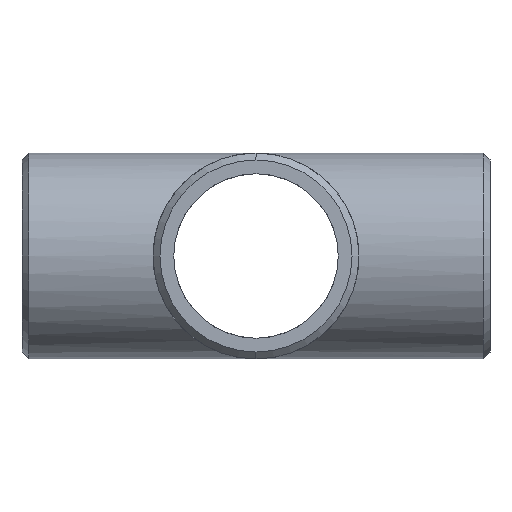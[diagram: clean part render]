
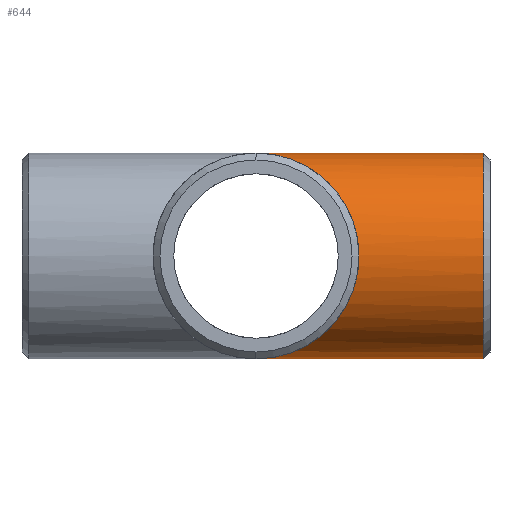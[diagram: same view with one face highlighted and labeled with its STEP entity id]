
A CAD part, left-side view. The second image highlights one B-rep face of the part: STEP entity #644.
In plain terms, the highlighted cylindrical face has radius 16.764 mm (diameter 33.528 mm), a partial arc.
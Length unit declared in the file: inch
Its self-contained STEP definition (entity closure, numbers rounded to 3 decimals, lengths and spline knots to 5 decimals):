
#16 = FACE_OUTER_BOUND ( 'NONE', #612, .T. ) ;
#21 = LINE ( 'NONE', #712, #120 ) ;
#45 = ORIENTED_EDGE ( 'NONE', *, *, #198, .F. ) ;
#100 = ORIENTED_EDGE ( 'NONE', *, *, #757, .F. ) ;
#118 = CYLINDRICAL_SURFACE ( 'NONE', #453, 0.66 ) ;
#120 = VECTOR ( 'NONE', #265, 39.37008 ) ;
#127 = VERTEX_POINT ( 'NONE', #354 ) ;
#128 = CARTESIAN_POINT ( 'NONE',  ( 0., -1.45567, 0. ) ) ;
#132 =( BOUNDED_CURVE ( )  B_SPLINE_CURVE ( 3, ( #269, #765, #279, #456 ),
 .UNSPECIFIED., .F., .T. ) 
 B_SPLINE_CURVE_WITH_KNOTS ( ( 4, 4 ),
 ( 4.71239, 7.85398 ),
 .UNSPECIFIED. ) 
 CURVE ( )  GEOMETRIC_REPRESENTATION_ITEM ( )  RATIONAL_B_SPLINE_CURVE ( ( 1., 0.333, 0.333, 1. ) ) 
 REPRESENTATION_ITEM ( '' )  );
#166 = EDGE_CURVE ( 'NONE', #313, #127, #632, .T. ) ;
#184 = LINE ( 'NONE', #692, #304 ) ;
#198 = EDGE_CURVE ( 'NONE', #313, #390, #184, .T. ) ;
#248 = DIRECTION ( 'NONE',  ( 0., 1., 0. ) ) ;
#265 = DIRECTION ( 'NONE',  ( 0., 1., 0. ) ) ;
#269 = CARTESIAN_POINT ( 'NONE',  ( 0., 0., -0.66 ) ) ;
#279 = CARTESIAN_POINT ( 'NONE',  ( -1.32, -1.32, 0.66 ) ) ;
#300 = DIRECTION ( 'NONE',  ( 0., 0., -1. ) ) ;
#304 = VECTOR ( 'NONE', #502, 39.37008 ) ;
#313 = VERTEX_POINT ( 'NONE', #755 ) ;
#354 = CARTESIAN_POINT ( 'NONE',  ( 0., -1.45567, 0.66 ) ) ;
#378 = AXIS2_PLACEMENT_3D ( 'NONE', #128, #248, #300 ) ;
#390 = VERTEX_POINT ( 'NONE', #393 ) ;
#393 = CARTESIAN_POINT ( 'NONE',  ( 0., 0., -0.66 ) ) ;
#416 = ORIENTED_EDGE ( 'NONE', *, *, #166, .T. ) ;
#438 = EDGE_CURVE ( 'NONE', #127, #572, #21, .T. ) ;
#453 = AXIS2_PLACEMENT_3D ( 'NONE', #513, #490, #495 ) ;
#456 = CARTESIAN_POINT ( 'NONE',  ( 0., 0., 0.66 ) ) ;
#465 = CARTESIAN_POINT ( 'NONE',  ( 0., 0., 0.66 ) ) ;
#490 = DIRECTION ( 'NONE',  ( 0., 1., 0. ) ) ;
#495 = DIRECTION ( 'NONE',  ( 0., 0., -1. ) ) ;
#502 = DIRECTION ( 'NONE',  ( 0., 1., 0. ) ) ;
#513 = CARTESIAN_POINT ( 'NONE',  ( 0., -1.5, 0. ) ) ;
#572 = VERTEX_POINT ( 'NONE', #465 ) ;
#612 = EDGE_LOOP ( 'NONE', ( #416, #694, #100, #45 ) ) ;
#632 = CIRCLE ( 'NONE', #378, 0.66 ) ;
#644 = ADVANCED_FACE ( 'NONE', ( #16 ), #118, .T. ) ;
#692 = CARTESIAN_POINT ( 'NONE',  ( 0., -1.5, -0.66 ) ) ;
#694 = ORIENTED_EDGE ( 'NONE', *, *, #438, .T. ) ;
#712 = CARTESIAN_POINT ( 'NONE',  ( 0., -1.5, 0.66 ) ) ;
#755 = CARTESIAN_POINT ( 'NONE',  ( 0., -1.45567, -0.66 ) ) ;
#757 = EDGE_CURVE ( 'NONE', #390, #572, #132, .T. ) ;
#765 = CARTESIAN_POINT ( 'NONE',  ( -1.32, -1.32, -0.66 ) ) ;
